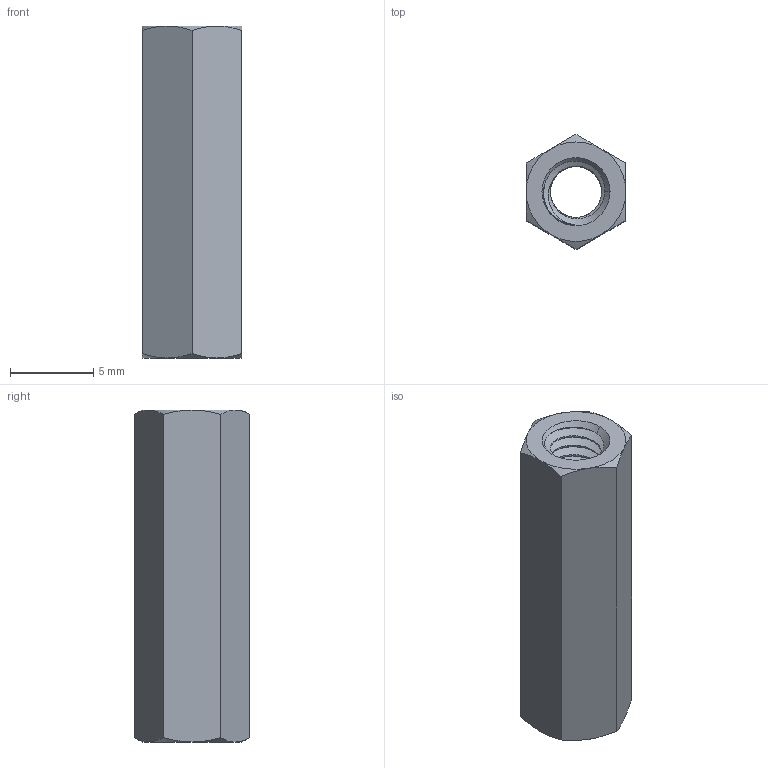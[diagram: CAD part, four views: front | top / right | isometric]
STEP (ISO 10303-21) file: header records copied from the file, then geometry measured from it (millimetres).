
FILE_DESCRIPTION (( 'STEP AP203' ), '1' );
FILE_NAME ('94868A044_18-8 SS FEM THRDED HEX STANDOFF_94868A044_sldprt.STEP', '2019-04-05T22:48:46', ( '' ), ( '' ), 'SwSTEP 2.0', 'SolidWorks 2018', '' );
FILE_SCHEMA (( 'CONFIG_CONTROL_DESIGN' ));
Length unit declared in the file: millimetre
Products named in the file (1): 94868A044_18-8 SS FEM THRDED HEX STANDOFF_94868A044_sldprt
Bounding box: 6 x 6.93 x 20 mm (x, y, z)
Volume: 422.7 mm3; surface area: 837.2 mm2
Topology: 1 solids, 1 shells, 87 faces, 244 edges, 159 vertices
Faces by surface type: cylinder 58, cone 18, plane 8, bspline 3
Entity records: 10846 total; most frequent: CARTESIAN_POINT 8894, ORIENTED_EDGE 488, DIRECTION 275, EDGE_CURVE 244, VERTEX_POINT 159, AXIS2_PLACEMENT_3D 103, B_SPLINE_CURVE_WITH_KNOTS 97, EDGE_LOOP 89
